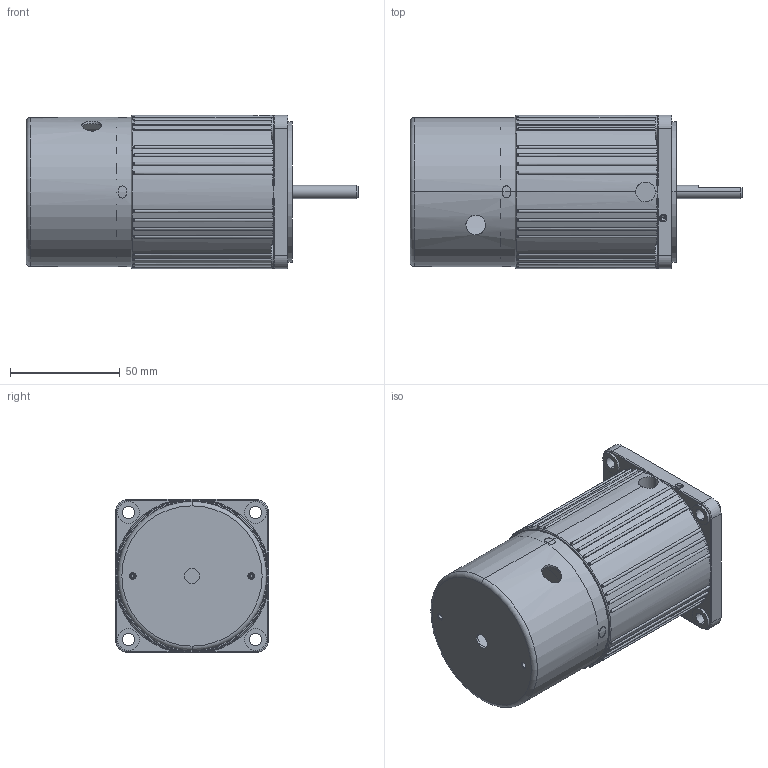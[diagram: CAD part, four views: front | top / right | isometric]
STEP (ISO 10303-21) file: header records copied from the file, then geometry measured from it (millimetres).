
FILE_DESCRIPTION (( 'STEP AP203' ), '1' );
FILE_NAME ('3IK15A-M.STEP', '2020-01-08T02:14:20', ( 'Sky123.Org' ), ( 'Sky123.Org' ), 'SwSTEP 2.0', 'SolidWorks 2014', '' );
FILE_SCHEMA (( 'CONFIG_CONTROL_DESIGN' ));
Length unit declared in the file: millimetre
Products named in the file (3): 3IK15A; 70价陬欶褲; 3IK15A-M
Assembly tree (2 placements, depth 2):
  3IK15A-M
    3IK15A
    70价陬欶褲
Bounding box: 151.5 x 70 x 70 mm (x, y, z)
Volume: 328217.2 mm3; surface area: 57788.5 mm2
Topology: 2 solids, 2 shells, 362 faces, 978 edges, 613 vertices
Faces by surface type: cylinder 126, torus 112, plane 77, bspline 32, cone 15
Entity records: 13627 total; most frequent: CARTESIAN_POINT 4379, DIRECTION 1937, ORIENTED_EDGE 1920, EDGE_CURVE 960, AXIS2_PLACEMENT_3D 862, VERTEX_POINT 613, CIRCLE 527, EDGE_LOOP 397
